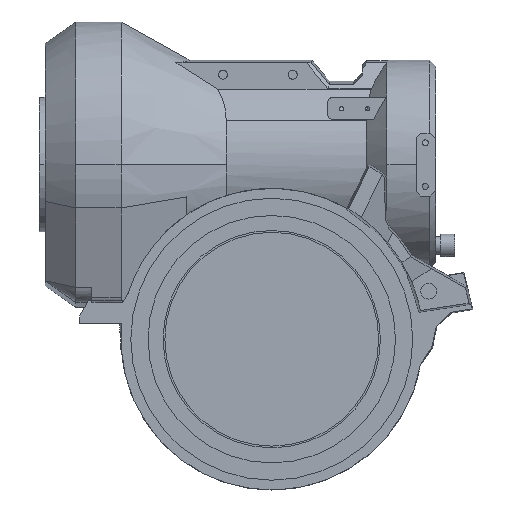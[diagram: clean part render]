
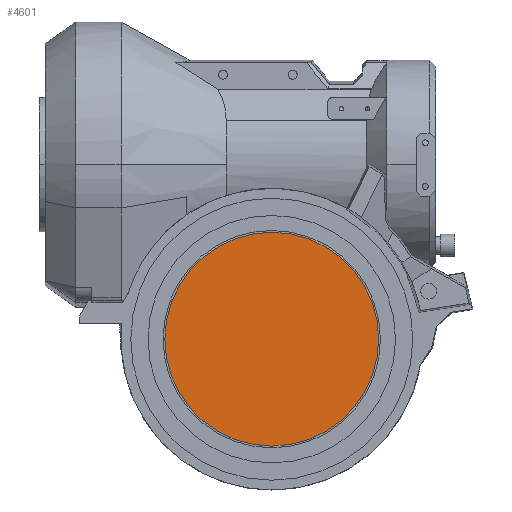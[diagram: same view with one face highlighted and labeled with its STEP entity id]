
A CAD part, front view. The second image highlights one B-rep face of the part: STEP entity #4601.
In plain terms, the highlighted planar face has unit normal (0, -1, 0).
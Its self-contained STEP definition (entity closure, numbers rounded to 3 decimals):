
#181 = DIRECTION ( 'NONE',  ( 0., 1., 0. ) ) ;
#476 = PLANE ( 'NONE',  #11844 ) ;
#597 = DIRECTION ( 'NONE',  ( 1., 0., 0. ) ) ;
#1574 = ORIENTED_EDGE ( 'NONE', *, *, #9931, .F. ) ;
#2185 = CARTESIAN_POINT ( 'NONE',  ( 122.5, -226., 1355. ) ) ;
#3015 = DIRECTION ( 'NONE',  ( 0., 1., 0. ) ) ;
#3109 = EDGE_LOOP ( 'NONE', ( #12129, #1574 ) ) ;
#3452 = VERTEX_POINT ( 'NONE', #2185 ) ;
#4601 = ADVANCED_FACE ( 'NONE', ( #6285 ), #476, .T. ) ;
#5162 = VERTEX_POINT ( 'NONE', #14919 ) ;
#6001 = AXIS2_PLACEMENT_3D ( 'NONE', #11632, #3015, #13043 ) ;
#6285 = FACE_OUTER_BOUND ( 'NONE', #3109, .T. ) ;
#8592 = CIRCLE ( 'NONE', #6001, 122.5 ) ;
#8818 = CARTESIAN_POINT ( 'NONE',  ( 0., -226., 1355. ) ) ;
#9232 = DIRECTION ( 'NONE',  ( 0., -1., 0. ) ) ;
#9931 = EDGE_CURVE ( 'NONE', #5162, #3452, #17730, .T. ) ;
#10275 = DIRECTION ( 'NONE',  ( 1., 0., 0. ) ) ;
#11632 = CARTESIAN_POINT ( 'NONE',  ( 0., -226., 1355. ) ) ;
#11844 = AXIS2_PLACEMENT_3D ( 'NONE', #17802, #9232, #597 ) ;
#12129 = ORIENTED_EDGE ( 'NONE', *, *, #13473, .F. ) ;
#13043 = DIRECTION ( 'NONE',  ( 1., 0., 0. ) ) ;
#13473 = EDGE_CURVE ( 'NONE', #3452, #5162, #8592, .T. ) ;
#14919 = CARTESIAN_POINT ( 'NONE',  ( -122.5, -226., 1355. ) ) ;
#15498 = AXIS2_PLACEMENT_3D ( 'NONE', #8818, #181, #10275 ) ;
#17730 = CIRCLE ( 'NONE', #15498, 122.5 ) ;
#17802 = CARTESIAN_POINT ( 'NONE',  ( 0., -226., 1355. ) ) ;
